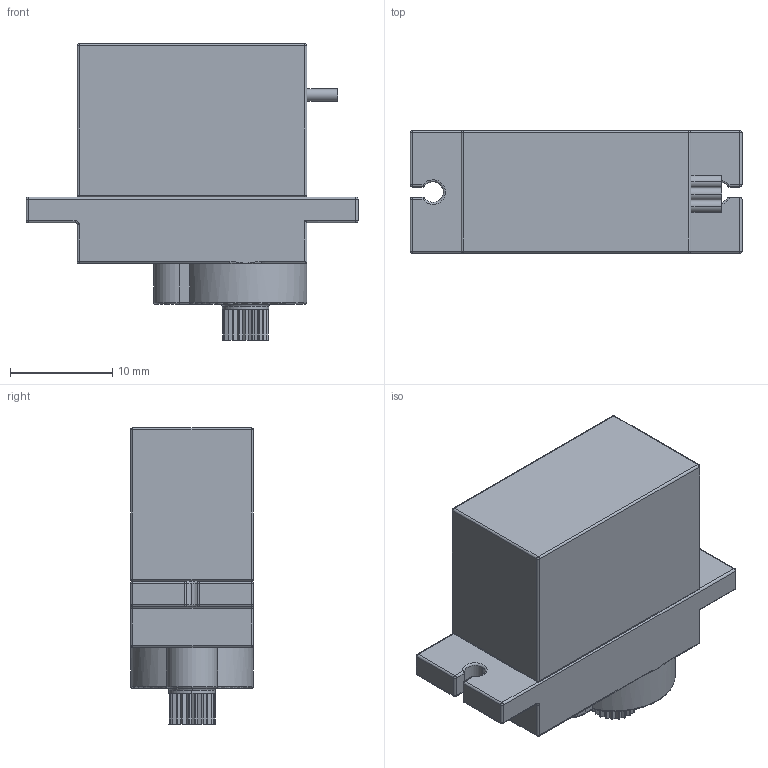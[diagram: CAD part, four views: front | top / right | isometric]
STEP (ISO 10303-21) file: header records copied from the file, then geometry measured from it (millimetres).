
FILE_DESCRIPTION (( 'STEP AP214' ), '1' );
FILE_NAME ('MG90s_servo.step', '2016-10-28T07:17:23', ( 'dell' ), ( '' ), 'SwSTEP 2.0', 'SolidWorks 2013', '' );
FILE_SCHEMA (( 'AUTOMOTIVE_DESIGN' ));
Length unit declared in the file: millimetre
Products named in the file (1): MG90s_servo
Bounding box: 32.5 x 12 x 29 mm (x, y, z)
Volume: 6637.2 mm3; surface area: 3106.7 mm2
Topology: 2 solids, 2 shells, 225 faces, 566 edges, 315 vertices
Faces by surface type: cylinder 100, plane 76, sphere 30, torus 13, bspline 4, cone 2
Entity records: 8957 total; most frequent: CARTESIAN_POINT 1227, DIRECTION 1175, ORIENTED_EDGE 1060, EDGE_CURVE 530, AXIS2_PLACEMENT_3D 439, VERTEX_POINT 315, VECTOR 297, LINE 297
